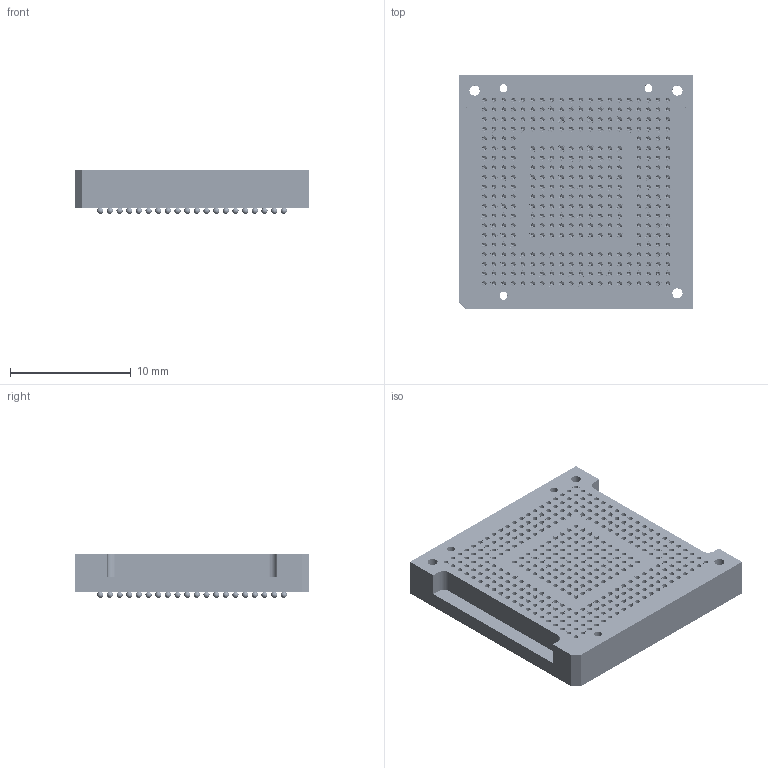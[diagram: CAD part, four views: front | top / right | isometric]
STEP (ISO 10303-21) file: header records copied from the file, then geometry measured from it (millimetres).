
FILE_DESCRIPTION((''),'2;1');
FILE_NAME('LFBGARBV1AO.stp','2013-03-18T10:23:24',(''),(''),'Mechanical Desktop 2011','Mechanical Desktop 2011',', , ');
FILE_SCHEMA(('CONFIG_CONTROL_DESIGN'));
Length unit declared in the file: millimetre
Products named in the file (4): Product; 10561PT; 5916G; 5917G
Assembly tree (713 placements, depth 3):
  Product
    10561PT
      5916G  x356
      5917G  x356
Bounding box: 19.44 x 19.44 x 3.63 mm (x, y, z)
Volume: 931.2 mm3; surface area: 8738.3 mm2
Topology: 1069 solids, 1069 shells, 37055 faces, 94783 edges, 49898 vertices
Faces by surface type: cylinder 17104, plane 7491, cone 5340, bspline 4272, torus 2136, sphere 712
Entity records: 37075 total; most frequent: DIRECTION 7042, CARTESIAN_POINT 6851, ORIENTED_EDGE 4910, AXIS2_PLACEMENT_3D 3102, EDGE_CURVE 2455, VERTEX_POINT 1612, EDGE_LOOP 1571, CIRCLE 1536
